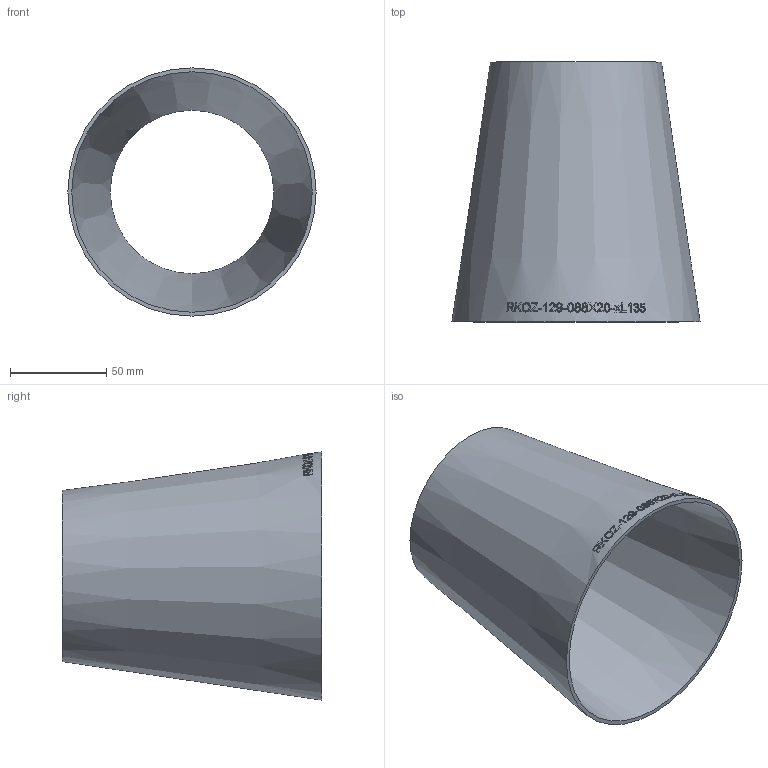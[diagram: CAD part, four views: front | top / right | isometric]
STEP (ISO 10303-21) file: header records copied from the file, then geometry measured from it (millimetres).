
FILE_DESCRIPTION (( 'STEP AP214' ), '1' );
FILE_NAME ('RKOZ-129-088X20-xL135 Reduzierung aus Blech ISO-sonstige 2007.STEP', '2020-07-22T08:26:23', ( '' ), ( '' ), 'SwSTEP 2.0', 'SolidWorks 2019', '' );
FILE_SCHEMA (( 'AUTOMOTIVE_DESIGN' ));
Length unit declared in the file: millimetre
Products named in the file (1): RKOZ-129-088X20-xL135 Reduzierung aus Blech ISO-sonstige 2007
Bounding box: 129 x 135 x 129 mm (x, y, z)
Volume: 91714.5 mm3; surface area: 93068.7 mm2
Topology: 1 solids, 1 shells, 273 faces, 723 edges, 482 vertices
Faces by surface type: bspline 239, cone 32, plane 2
Entity records: 37696 total; most frequent: CARTESIAN_POINT 30155, ORIENTED_EDGE 1442, EDGE_CURVE 721, B_SPLINE_CURVE_WITH_KNOTS 717, VERTEX_POINT 482, EDGE_LOOP 307, ADVANCED_FACE 273, FACE_OUTER_BOUND 273
